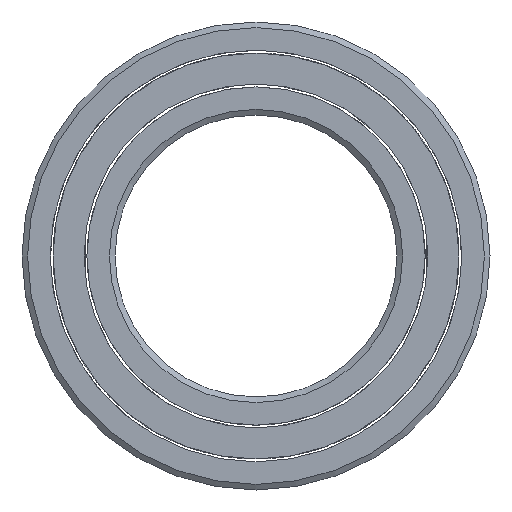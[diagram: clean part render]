
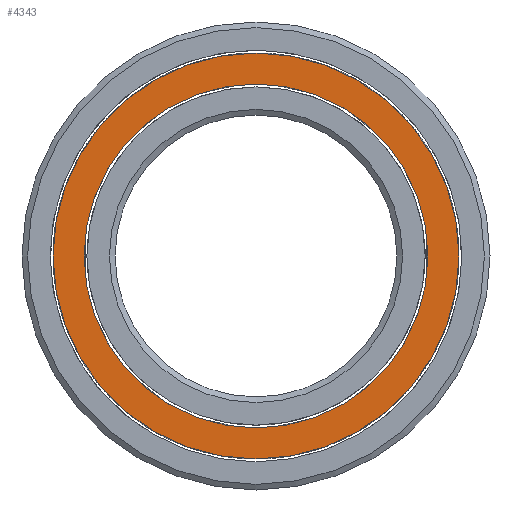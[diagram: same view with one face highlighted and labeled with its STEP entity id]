
A CAD part, left-side view. The second image highlights one B-rep face of the part: STEP entity #4343.
In plain terms, the highlighted planar face has unit normal (-1, 0, 0).
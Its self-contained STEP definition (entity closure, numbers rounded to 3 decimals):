
#593=CARTESIAN_POINT('',(-3.5,-0.,-18.));
#594=VERTEX_POINT('',#593);
#601=CARTESIAN_POINT('',(-3.5,0.,0.));
#602=DIRECTION('',(1.,0.,0.));
#603=DIRECTION('',(0.,0.,-1.));
#604=AXIS2_PLACEMENT_3D('',#601,#602,#603);
#605=CIRCLE('',#604,18.);
#606=EDGE_CURVE('',#594,#594,#605,.T.);
#2480=CARTESIAN_POINT('',(-3.5,-0.,-15.25));
#2481=VERTEX_POINT('',#2480);
#3984=CARTESIAN_POINT('',(-3.5,0.,0.));
#3985=DIRECTION('',(1.,0.,0.));
#3986=DIRECTION('',(0.,0.,-1.));
#3987=AXIS2_PLACEMENT_3D('',#3984,#3985,#3986);
#3988=CIRCLE('',#3987,15.25);
#3989=EDGE_CURVE('',#2481,#2481,#3988,.T.);
#4332=CARTESIAN_POINT('',(-3.5,0.,0.));
#4333=DIRECTION('',(1.,0.,0.));
#4334=DIRECTION('',(0.,0.,-1.));
#4335=AXIS2_PLACEMENT_3D('',#4332,#4333,#4334);
#4336=PLANE('',#4335);
#4337=ORIENTED_EDGE('',*,*,#3989,.T.);
#4338=EDGE_LOOP('',(#4337));
#4339=FACE_BOUND('',#4338,.T.);
#4340=ORIENTED_EDGE('',*,*,#606,.F.);
#4341=EDGE_LOOP('',(#4340));
#4342=FACE_BOUND('',#4341,.T.);
#4343=ADVANCED_FACE('',(#4339,#4342),#4336,.F.);
